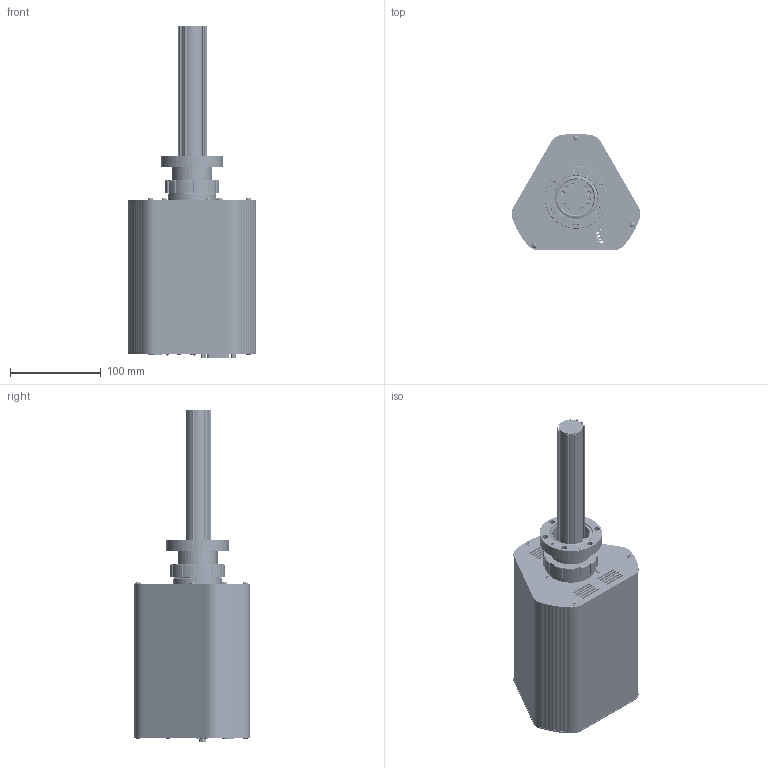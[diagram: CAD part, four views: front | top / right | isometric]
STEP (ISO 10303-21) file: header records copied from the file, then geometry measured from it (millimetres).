
FILE_DESCRIPTION(/* description */ (''),/* implementation_level */ '2;1');
FILE_NAME(/* name */ 'PrismaPro Standard I-O with FC Sensor.stp',/* time_stamp */ '2017-03-16T10:48:44-04:00',/* author */ (''),/* organization */ (''),/* preprocessor_version */ 'ST-DEVELOPER v16',/* originating_system */ 'SIEMENS PLM Software NX 10.0',/* authorisation */ '');
FILE_SCHEMA (('AUTOMOTIVE_DESIGN { 1 0 10303 214 3 1 1 1 }'));
Products named in the file (1): cbro1568E83Ewrs2
Bounding box: 141.72 x 128.16 x 365.87 mm (x, y, z)
Volume: 514047.7 mm3; surface area: 371294.8 mm2
Topology: 48 solids, 157 shells, 2222 faces, 6681 edges, 4793 vertices
Faces by surface type: plane 1224, cylinder 658, cone 208, bspline 77, torus 27, revolution 24, sphere 4
Full cylindrical faces by diameter (mm): 0.635 x15, 0.716 x4, 0.762 x4, 1.1 x2, 1.143 x15, 1.6 x7, 1.68 x2, 1.778 x2, 2.05 x3, 2.083 x15, 2.184 x2, 2.261 x2, 2.438 x6, 2.489 x2, 2.5 x8, 2.8 x1, 2.84 x2, 2.845 x2, 3 x13, 3.048 x19, 3.099 x2, 3.1 x3, 3.15 x2, 3.175 x1, 3.264 x1, 3.277 x4, 3.3 x1, 3.404 x2, 3.5 x1, 3.556 x15
Entity records: 101840 total; most frequent: CARTESIAN_POINT 44439, ORIENTED_EDGE 11773, DIRECTION 10715, EDGE_CURVE 6088, VERTEX_POINT 4566, AXIS2_PLACEMENT_3D 3732, LINE 3227, VECTOR 3227
